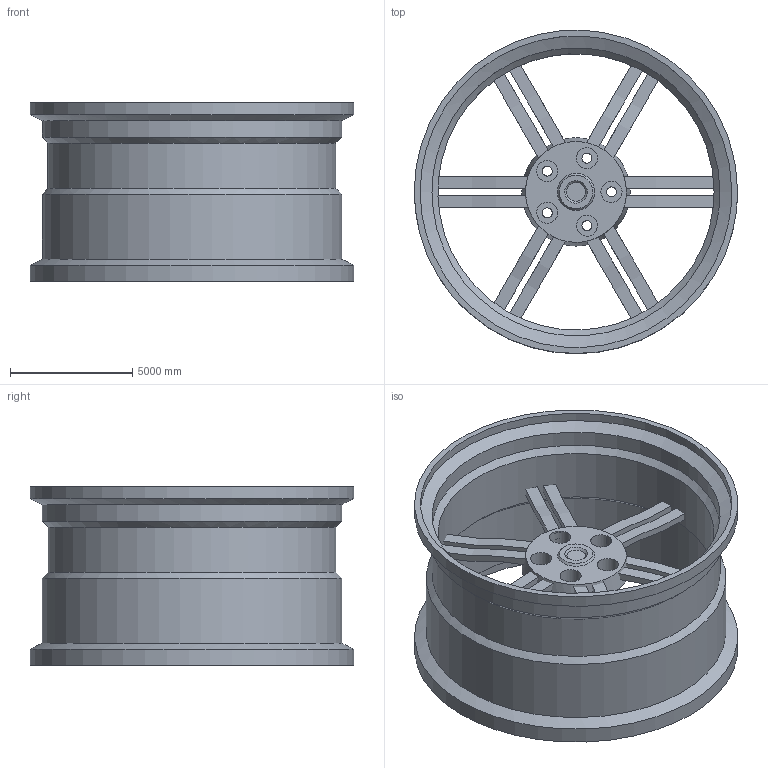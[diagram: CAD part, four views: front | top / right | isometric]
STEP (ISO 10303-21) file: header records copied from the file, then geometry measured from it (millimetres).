
FILE_DESCRIPTION((('zoo.dev export')), '2;1');
FILE_NAME('dump.step', '1970-01-01T00:00:00.0+00:00', ('Author unknown'), ('Organization unknown'), 'zoo.dev beta', 'zoo.dev', 'Authorization unknown');
FILE_SCHEMA(('AP203_CONFIGURATION_CONTROLLED_3D_DESIGN_OF_MECHANICAL_PARTS_AND_ASSEMBLIES_MIM_LF'));
Length unit declared in the file: metre
Products named in the file (16): UNIDENTIFIED_PRODUCT
Bounding box: 13221.9 x 13218.53 x 7287.26 mm (x, y, z)
Volume: 93347924300.9 mm3; surface area: 777776911.8 mm2
Topology: 16 solids, 16 shells, 115 faces, 237 edges, 149 vertices
Faces by surface type: bspline 61, plane 54
Entity records: 3906 total; most frequent: CARTESIAN_POINT 1866, ORIENTED_EDGE 474, EDGE_CURVE 237, DIRECTION 190, VERTEX_POINT 149, EDGE_LOOP 138, VECTOR 136, LINE 136
